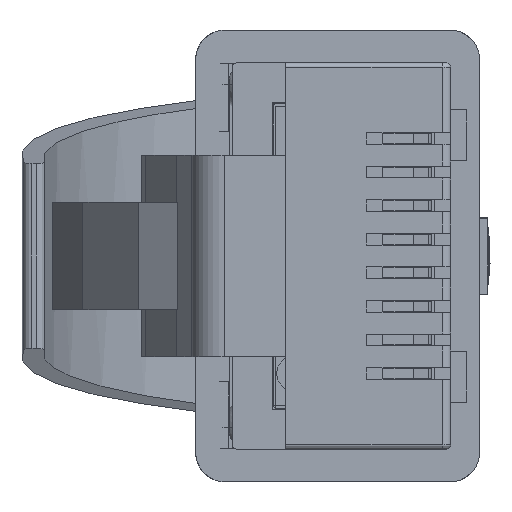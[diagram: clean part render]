
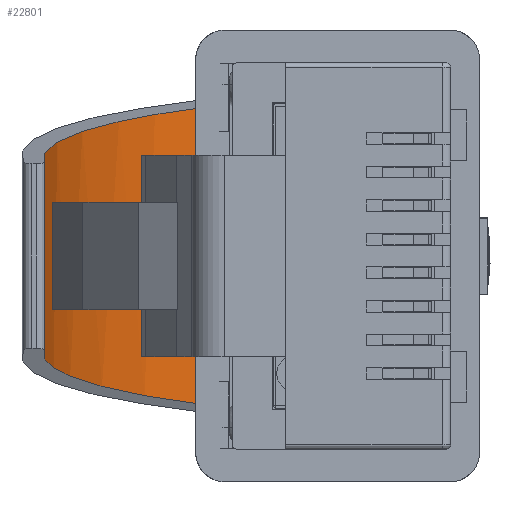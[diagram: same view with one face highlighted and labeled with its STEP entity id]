
A CAD part, left-side view. The second image highlights one B-rep face of the part: STEP entity #22801.
In plain terms, the highlighted cylindrical face has radius 12.7 mm (diameter 25.4 mm), a partial arc.
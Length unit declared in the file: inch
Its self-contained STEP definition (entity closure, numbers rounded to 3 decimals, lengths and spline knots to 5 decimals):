
#39 = CARTESIAN_POINT ( 'NONE',  ( 0.185, 0.34896, 0.39906 ) ) ;
#97 =( BOUNDED_CURVE ( )  B_SPLINE_CURVE ( 3, ( #3324, #16027, #12349, #5086 ),
 .UNSPECIFIED., .F., .T. ) 
 B_SPLINE_CURVE_WITH_KNOTS ( ( 4, 4 ),
 ( 1.66477, 2.45271 ),
 .UNSPECIFIED. ) 
 CURVE ( )  GEOMETRIC_REPRESENTATION_ITEM ( )  RATIONAL_B_SPLINE_CURVE ( ( 1., 0.949, 0.949, 1. ) ) 
 REPRESENTATION_ITEM ( '' )  );
#1548 = CARTESIAN_POINT ( 'NONE',  ( -0.16223, 0.27309, 0.14571 ) ) ;
#1626 = CARTESIAN_POINT ( 'NONE',  ( -0.12265, 0.34896, 0.39906 ) ) ;
#1764 = CYLINDRICAL_SURFACE ( 'NONE', #13976, 0.5 ) ;
#2276 = VECTOR ( 'NONE', #16223, 39.37008 ) ;
#2710 = CARTESIAN_POINT ( 'NONE',  ( 0.185, 0.169, 0.06 ) ) ;
#3324 = CARTESIAN_POINT ( 'NONE',  ( 0.12265, 0.34896, 0.39906 ) ) ;
#3400 = DIRECTION ( 'NONE',  ( 0., 0., 1. ) ) ;
#3713 =( BOUNDED_CURVE ( )  B_SPLINE_CURVE ( 3, ( #17887, #1548, #10656, #10429 ),
 .UNSPECIFIED., .F., .F. ) 
 B_SPLINE_CURVE_WITH_KNOTS ( ( 4, 4 ),
 ( 0.68888, 1.47683 ),
 .UNSPECIFIED. ) 
 CURVE ( )  GEOMETRIC_REPRESENTATION_ITEM ( )  RATIONAL_B_SPLINE_CURVE ( ( 1., 0.949, 0.949, 1. ) ) 
 REPRESENTATION_ITEM ( '' )  );
#4516 = CARTESIAN_POINT ( 'NONE',  ( 0.17562, 0.169, 0.06 ) ) ;
#4719 = EDGE_CURVE ( 'NONE', #13961, #15875, #21570, .T. ) ;
#5086 = CARTESIAN_POINT ( 'NONE',  ( 0.17562, 0.169, 0.06 ) ) ;
#6544 = LINE ( 'NONE', #39, #2276 ) ;
#6935 = ORIENTED_EDGE ( 'NONE', *, *, #21641, .F. ) ;
#8357 = DIRECTION ( 'NONE',  ( -1., 0., 0. ) ) ;
#8750 = EDGE_CURVE ( 'NONE', #19963, #8784, #6544, .T. ) ;
#8784 = VERTEX_POINT ( 'NONE', #1626 ) ;
#10429 = CARTESIAN_POINT ( 'NONE',  ( -0.12265, 0.34896, 0.39906 ) ) ;
#10610 = EDGE_CURVE ( 'NONE', #19963, #13961, #97, .T. ) ;
#10656 = CARTESIAN_POINT ( 'NONE',  ( -0.14362, 0.3363, 0.26482 ) ) ;
#11066 = ORIENTED_EDGE ( 'NONE', *, *, #4719, .F. ) ;
#11383 = FACE_OUTER_BOUND ( 'NONE', #19258, .T. ) ;
#12349 = CARTESIAN_POINT ( 'NONE',  ( 0.16223, 0.27309, 0.14571 ) ) ;
#12800 = CARTESIAN_POINT ( 'NONE',  ( 0.12265, 0.34896, 0.39906 ) ) ;
#13211 = ORIENTED_EDGE ( 'NONE', *, *, #10610, .F. ) ;
#13961 = VERTEX_POINT ( 'NONE', #4516 ) ;
#13976 = AXIS2_PLACEMENT_3D ( 'NONE', #16028, #21490, #3400 ) ;
#15602 = CARTESIAN_POINT ( 'NONE',  ( -0.17563, 0.169, 0.06 ) ) ;
#15875 = VERTEX_POINT ( 'NONE', #15602 ) ;
#16027 = CARTESIAN_POINT ( 'NONE',  ( 0.14362, 0.3363, 0.26482 ) ) ;
#16028 = CARTESIAN_POINT ( 'NONE',  ( 0.185, -0.14884, 0.44598 ) ) ;
#16223 = DIRECTION ( 'NONE',  ( -1., 0., 0. ) ) ;
#16565 = ORIENTED_EDGE ( 'NONE', *, *, #8750, .T. ) ;
#17887 = CARTESIAN_POINT ( 'NONE',  ( -0.17563, 0.169, 0.06 ) ) ;
#19016 = VECTOR ( 'NONE', #8357, 39.37008 ) ;
#19258 = EDGE_LOOP ( 'NONE', ( #6935, #11066, #13211, #16565 ) ) ;
#19963 = VERTEX_POINT ( 'NONE', #12800 ) ;
#21490 = DIRECTION ( 'NONE',  ( -1., 0., 0. ) ) ;
#21570 = LINE ( 'NONE', #2710, #19016 ) ;
#21641 = EDGE_CURVE ( 'NONE', #15875, #8784, #3713, .T. ) ;
#22801 = ADVANCED_FACE ( 'NONE', ( #11383 ), #1764, .F. ) ;
